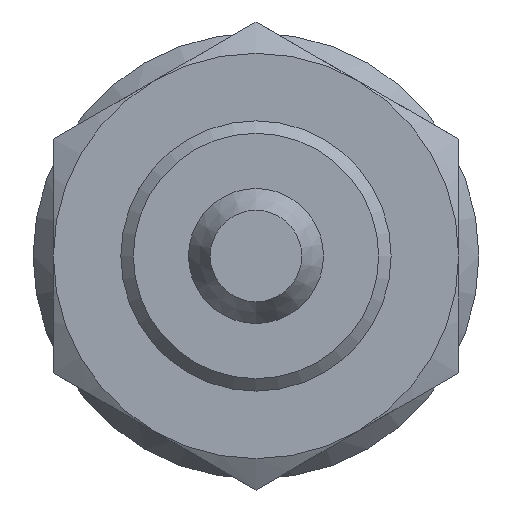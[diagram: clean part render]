
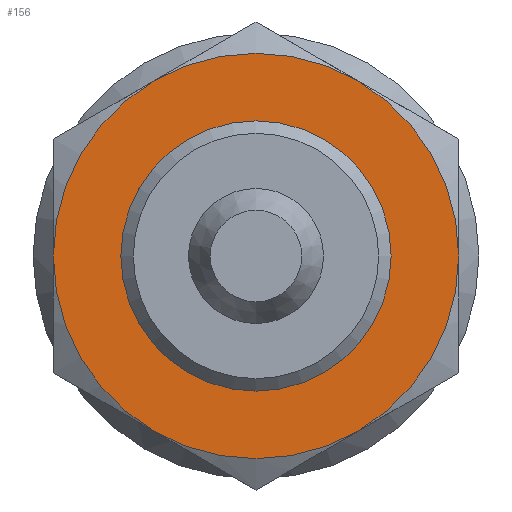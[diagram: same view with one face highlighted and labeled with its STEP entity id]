
A CAD part, front view. The second image highlights one B-rep face of the part: STEP entity #156.
In plain terms, the highlighted planar face has unit normal (0, -1, 0).
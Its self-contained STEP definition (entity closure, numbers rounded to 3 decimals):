
#156 = ADVANCED_FACE( '', ( #321, #322 ), #323, .F. );
#321 = FACE_BOUND( '', #481, .T. );
#322 = FACE_OUTER_BOUND( '', #482, .T. );
#323 = PLANE( '', #483 );
#481 = EDGE_LOOP( '', ( #823 ) );
#482 = EDGE_LOOP( '', ( #824, #825, #826, #827, #828, #829 ) );
#483 = AXIS2_PLACEMENT_3D( '', #830, #831, #832 );
#823 = ORIENTED_EDGE( '', *, *, #869, .T. );
#824 = ORIENTED_EDGE( '', *, *, #951, .T. );
#825 = ORIENTED_EDGE( '', *, *, #928, .T. );
#826 = ORIENTED_EDGE( '', *, *, #906, .T. );
#827 = ORIENTED_EDGE( '', *, *, #865, .T. );
#828 = ORIENTED_EDGE( '', *, *, #880, .T. );
#829 = ORIENTED_EDGE( '', *, *, #970, .T. );
#830 = CARTESIAN_POINT( '', ( 15., -25., 0. ) );
#831 = DIRECTION( '', ( 0., 1., 0. ) );
#832 = DIRECTION( '', ( 0., 0., 1. ) );
#865 = EDGE_CURVE( '', #1009, #1006, #1010, .T. );
#869 = EDGE_CURVE( '', #1015, #1015, #1016, .T. );
#880 = EDGE_CURVE( '', #1006, #1032, #1035, .T. );
#906 = EDGE_CURVE( '', #1073, #1009, #1075, .T. );
#928 = EDGE_CURVE( '', #1026, #1073, #1107, .T. );
#951 = EDGE_CURVE( '', #1138, #1026, #1140, .T. );
#970 = EDGE_CURVE( '', #1032, #1138, #1159, .T. );
#1006 = VERTEX_POINT( '', #1198 );
#1009 = VERTEX_POINT( '', #1208 );
#1010 = CIRCLE( '', #1209, 15. );
#1015 = VERTEX_POINT( '', #1219 );
#1016 = CIRCLE( '', #1220, 10. );
#1026 = VERTEX_POINT( '', #1245 );
#1032 = VERTEX_POINT( '', #1266 );
#1035 = CIRCLE( '', #1276, 15. );
#1073 = VERTEX_POINT( '', #1377 );
#1075 = CIRCLE( '', #1384, 15. );
#1107 = CIRCLE( '', #1433, 15. );
#1138 = VERTEX_POINT( '', #1473 );
#1140 = CIRCLE( '', #1480, 15. );
#1159 = CIRCLE( '', #1525, 15. );
#1198 = CARTESIAN_POINT( '', ( -15., -25., 0. ) );
#1208 = CARTESIAN_POINT( '', ( -7.5, -25., 12.99 ) );
#1209 = AXIS2_PLACEMENT_3D( '', #1563, #1564, #1565 );
#1219 = CARTESIAN_POINT( '', ( 0., -25., 10. ) );
#1220 = AXIS2_PLACEMENT_3D( '', #1569, #1570, #1571 );
#1245 = CARTESIAN_POINT( '', ( 15., -25., 0. ) );
#1266 = CARTESIAN_POINT( '', ( -7.5, -25., -12.99 ) );
#1276 = AXIS2_PLACEMENT_3D( '', #1574, #1575, #1576 );
#1377 = CARTESIAN_POINT( '', ( 7.5, -25., 12.99 ) );
#1384 = AXIS2_PLACEMENT_3D( '', #1592, #1593, #1594 );
#1433 = AXIS2_PLACEMENT_3D( '', #1621, #1622, #1623 );
#1473 = CARTESIAN_POINT( '', ( 7.5, -25., -12.99 ) );
#1480 = AXIS2_PLACEMENT_3D( '', #1651, #1652, #1653 );
#1525 = AXIS2_PLACEMENT_3D( '', #1666, #1667, #1668 );
#1563 = CARTESIAN_POINT( '', ( 0., -25., 0. ) );
#1564 = DIRECTION( '', ( 0., -1., 0. ) );
#1565 = DIRECTION( '', ( 0., 0., -1. ) );
#1569 = CARTESIAN_POINT( '', ( 0., -25., 0. ) );
#1570 = DIRECTION( '', ( 0., 1., 0. ) );
#1571 = DIRECTION( '', ( 0., 0., 1. ) );
#1574 = CARTESIAN_POINT( '', ( 0., -25., 0. ) );
#1575 = DIRECTION( '', ( 0., -1., 0. ) );
#1576 = DIRECTION( '', ( 0., 0., -1. ) );
#1592 = CARTESIAN_POINT( '', ( 0., -25., 0. ) );
#1593 = DIRECTION( '', ( 0., -1., 0. ) );
#1594 = DIRECTION( '', ( 0., 0., -1. ) );
#1621 = CARTESIAN_POINT( '', ( 0., -25., 0. ) );
#1622 = DIRECTION( '', ( 0., -1., 0. ) );
#1623 = DIRECTION( '', ( 0., 0., -1. ) );
#1651 = CARTESIAN_POINT( '', ( 0., -25., 0. ) );
#1652 = DIRECTION( '', ( 0., -1., 0. ) );
#1653 = DIRECTION( '', ( 0., 0., -1. ) );
#1666 = CARTESIAN_POINT( '', ( 0., -25., 0. ) );
#1667 = DIRECTION( '', ( 0., -1., 0. ) );
#1668 = DIRECTION( '', ( 0., 0., -1. ) );
